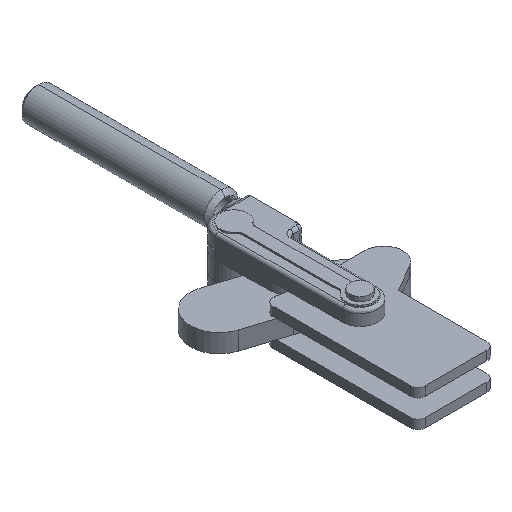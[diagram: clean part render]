
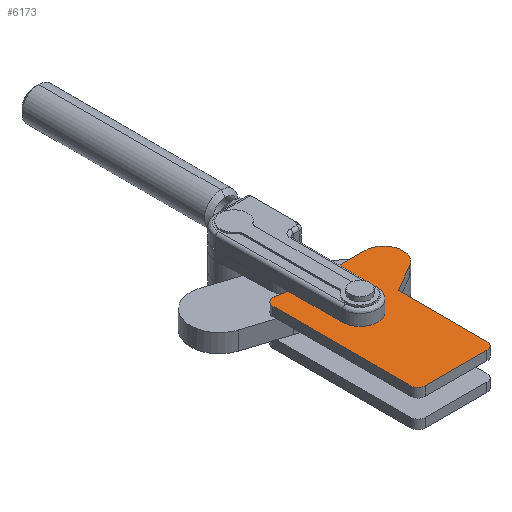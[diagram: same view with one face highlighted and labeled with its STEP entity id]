
A CAD part, isometric view. The second image highlights one B-rep face of the part: STEP entity #6173.
In plain terms, the highlighted planar face has unit normal (0, 0, 1).
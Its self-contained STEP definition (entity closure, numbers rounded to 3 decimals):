
#103 = PLANE ( 'NONE',  #5199 ) ;
#109 = AXIS2_PLACEMENT_3D ( 'NONE', #2373, #6481, #2971 ) ;
#126 = VERTEX_POINT ( 'NONE', #5896 ) ;
#179 = DIRECTION ( 'NONE',  ( 1., 0., 0. ) ) ;
#309 = VERTEX_POINT ( 'NONE', #1447 ) ;
#333 = CARTESIAN_POINT ( 'NONE',  ( -65.426, 32.311, 12.15 ) ) ;
#357 = ORIENTED_EDGE ( 'NONE', *, *, #6350, .T. ) ;
#544 = DIRECTION ( 'NONE',  ( 0., 1., 0. ) ) ;
#588 = AXIS2_PLACEMENT_3D ( 'NONE', #4155, #697, #5928 ) ;
#697 = DIRECTION ( 'NONE',  ( 0., 0., 1. ) ) ;
#703 = LINE ( 'NONE', #6665, #3635 ) ;
#734 = ORIENTED_EDGE ( 'NONE', *, *, #3708, .T. ) ;
#849 = ORIENTED_EDGE ( 'NONE', *, *, #1418, .T. ) ;
#919 = DIRECTION ( 'NONE',  ( 1., 0., 0. ) ) ;
#959 = ORIENTED_EDGE ( 'NONE', *, *, #3049, .F. ) ;
#1012 = ORIENTED_EDGE ( 'NONE', *, *, #1093, .F. ) ;
#1093 = EDGE_CURVE ( 'NONE', #2112, #1584, #5602, .T. ) ;
#1287 = CARTESIAN_POINT ( 'NONE',  ( -97.926, 11.311, 12.15 ) ) ;
#1295 = CARTESIAN_POINT ( 'NONE',  ( -101.926, 44.811, 12.15 ) ) ;
#1418 = EDGE_CURVE ( 'NONE', #4077, #6130, #2864, .T. ) ;
#1443 = CARTESIAN_POINT ( 'NONE',  ( -59.21, 21.466, 12.15 ) ) ;
#1447 = CARTESIAN_POINT ( 'NONE',  ( -76.926, 11.311, 12.15 ) ) ;
#1509 = EDGE_CURVE ( 'NONE', #126, #2690, #1942, .T. ) ;
#1584 = VERTEX_POINT ( 'NONE', #1287 ) ;
#1845 = DIRECTION ( 'NONE',  ( 1., 0., 0. ) ) ;
#1942 = CIRCLE ( 'NONE', #588, 5. ) ;
#1972 = DIRECTION ( 'NONE',  ( 0., -1., 0. ) ) ;
#2029 = DIRECTION ( 'NONE',  ( 0., 0., 1. ) ) ;
#2065 = DIRECTION ( 'NONE',  ( 1., 0., 0. ) ) ;
#2112 = VERTEX_POINT ( 'NONE', #5936 ) ;
#2177 = VERTEX_POINT ( 'NONE', #1295 ) ;
#2195 = CIRCLE ( 'NONE', #109, 5. ) ;
#2296 = VECTOR ( 'NONE', #1972, 1000. ) ;
#2309 = ORIENTED_EDGE ( 'NONE', *, *, #1509, .T. ) ;
#2313 = EDGE_LOOP ( 'NONE', ( #1012, #959 ) ) ;
#2373 = CARTESIAN_POINT ( 'NONE',  ( -121.926, -46.689, 12.15 ) ) ;
#2651 = VECTOR ( 'NONE', #4281, 1000. ) ;
#2690 = VERTEX_POINT ( 'NONE', #5750 ) ;
#2696 = AXIS2_PLACEMENT_3D ( 'NONE', #6668, #3128, #7266 ) ;
#2715 = VECTOR ( 'NONE', #3721, 1000. ) ;
#2765 = VERTEX_POINT ( 'NONE', #2875 ) ;
#2864 = CIRCLE ( 'NONE', #3473, 12.5 ) ;
#2875 = CARTESIAN_POINT ( 'NONE',  ( -121.058, 48.184, 12.15 ) ) ;
#2971 = DIRECTION ( 'NONE',  ( 1., 0., 0. ) ) ;
#3006 = LINE ( 'NONE', #3308, #7525 ) ;
#3017 = ORIENTED_EDGE ( 'NONE', *, *, #4725, .T. ) ;
#3049 = EDGE_CURVE ( 'NONE', #1584, #2112, #5426, .T. ) ;
#3073 = AXIS2_PLACEMENT_3D ( 'NONE', #7214, #3686, #179 ) ;
#3123 = DIRECTION ( 'NONE',  ( 0.868, 0.497, 0. ) ) ;
#3128 = DIRECTION ( 'NONE',  ( 0., 0., 1. ) ) ;
#3221 = CARTESIAN_POINT ( 'NONE',  ( -121.926, -51.689, 12.15 ) ) ;
#3264 = CIRCLE ( 'NONE', #3073, 5. ) ;
#3308 = CARTESIAN_POINT ( 'NONE',  ( -76.926, 11.311, 12.15 ) ) ;
#3418 = VERTEX_POINT ( 'NONE', #6171 ) ;
#3473 = AXIS2_PLACEMENT_3D ( 'NONE', #333, #6690, #6588 ) ;
#3497 = EDGE_CURVE ( 'NONE', #2690, #309, #3006, .T. ) ;
#3548 = VERTEX_POINT ( 'NONE', #4105 ) ;
#3635 = VECTOR ( 'NONE', #3123, 1000. ) ;
#3686 = DIRECTION ( 'NONE',  ( 0., 0., 1. ) ) ;
#3708 = EDGE_CURVE ( 'NONE', #2177, #2765, #5841, .T. ) ;
#3721 = DIRECTION ( 'NONE',  ( -0.985, 0.174, 0. ) ) ;
#3901 = EDGE_CURVE ( 'NONE', #2765, #7181, #3264, .T. ) ;
#4077 = VERTEX_POINT ( 'NONE', #1443 ) ;
#4105 = CARTESIAN_POINT ( 'NONE',  ( -126.926, -46.689, 12.15 ) ) ;
#4155 = CARTESIAN_POINT ( 'NONE',  ( -81.926, -46.689, 12.15 ) ) ;
#4228 = LINE ( 'NONE', #4261, #2651 ) ;
#4261 = CARTESIAN_POINT ( 'NONE',  ( -65.426, 44.811, 12.15 ) ) ;
#4281 = DIRECTION ( 'NONE',  ( -1., 0., 0. ) ) ;
#4344 = CARTESIAN_POINT ( 'NONE',  ( -126.926, 43.26, 12.15 ) ) ;
#4725 = EDGE_CURVE ( 'NONE', #3418, #126, #6498, .T. ) ;
#4761 = ORIENTED_EDGE ( 'NONE', *, *, #6893, .T. ) ;
#5199 = AXIS2_PLACEMENT_3D ( 'NONE', #5366, #5392, #1845 ) ;
#5306 = CARTESIAN_POINT ( 'NONE',  ( -65.426, 44.811, 12.15 ) ) ;
#5366 = CARTESIAN_POINT ( 'NONE',  ( -65.426, 32.311, 12.15 ) ) ;
#5392 = DIRECTION ( 'NONE',  ( 0., 0., 1. ) ) ;
#5426 = CIRCLE ( 'NONE', #2696, 4. ) ;
#5578 = ORIENTED_EDGE ( 'NONE', *, *, #3497, .T. ) ;
#5602 = CIRCLE ( 'NONE', #5724, 4. ) ;
#5604 = ORIENTED_EDGE ( 'NONE', *, *, #3901, .T. ) ;
#5724 = AXIS2_PLACEMENT_3D ( 'NONE', #7392, #2029, #919 ) ;
#5750 = CARTESIAN_POINT ( 'NONE',  ( -76.926, -46.689, 12.15 ) ) ;
#5841 = LINE ( 'NONE', #6063, #2715 ) ;
#5896 = CARTESIAN_POINT ( 'NONE',  ( -81.926, -51.689, 12.15 ) ) ;
#5914 = FACE_BOUND ( 'NONE', #2313, .T. ) ;
#5928 = DIRECTION ( 'NONE',  ( 1., 0., 0. ) ) ;
#5936 = CARTESIAN_POINT ( 'NONE',  ( -105.926, 11.311, 12.15 ) ) ;
#6063 = CARTESIAN_POINT ( 'NONE',  ( -101.926, 44.811, 12.15 ) ) ;
#6130 = VERTEX_POINT ( 'NONE', #5306 ) ;
#6171 = CARTESIAN_POINT ( 'NONE',  ( -121.926, -51.689, 12.15 ) ) ;
#6173 = ADVANCED_FACE ( 'NONE', ( #5914, #7502 ), #103, .T. ) ;
#6225 = CARTESIAN_POINT ( 'NONE',  ( -126.926, 43.26, 12.15 ) ) ;
#6304 = VECTOR ( 'NONE', #2065, 1000. ) ;
#6350 = EDGE_CURVE ( 'NONE', #309, #4077, #703, .T. ) ;
#6481 = DIRECTION ( 'NONE',  ( 0., 0., 1. ) ) ;
#6498 = LINE ( 'NONE', #3221, #6304 ) ;
#6588 = DIRECTION ( 'NONE',  ( 1., 0., 0. ) ) ;
#6665 = CARTESIAN_POINT ( 'NONE',  ( -76.926, 11.311, 12.15 ) ) ;
#6668 = CARTESIAN_POINT ( 'NONE',  ( -101.926, 11.311, 12.15 ) ) ;
#6690 = DIRECTION ( 'NONE',  ( 0., 0., 1. ) ) ;
#6893 = EDGE_CURVE ( 'NONE', #7181, #3548, #7583, .T. ) ;
#7106 = ORIENTED_EDGE ( 'NONE', *, *, #7398, .T. ) ;
#7181 = VERTEX_POINT ( 'NONE', #6225 ) ;
#7214 = CARTESIAN_POINT ( 'NONE',  ( -121.926, 43.26, 12.15 ) ) ;
#7266 = DIRECTION ( 'NONE',  ( 1., 0., 0. ) ) ;
#7392 = CARTESIAN_POINT ( 'NONE',  ( -101.926, 11.311, 12.15 ) ) ;
#7398 = EDGE_CURVE ( 'NONE', #3548, #3418, #2195, .T. ) ;
#7422 = ORIENTED_EDGE ( 'NONE', *, *, #7533, .T. ) ;
#7502 = FACE_OUTER_BOUND ( 'NONE', #7601, .T. ) ;
#7525 = VECTOR ( 'NONE', #544, 1000. ) ;
#7533 = EDGE_CURVE ( 'NONE', #6130, #2177, #4228, .T. ) ;
#7583 = LINE ( 'NONE', #4344, #2296 ) ;
#7601 = EDGE_LOOP ( 'NONE', ( #7106, #3017, #2309, #5578, #357, #849, #7422, #734, #5604, #4761 ) ) ;
